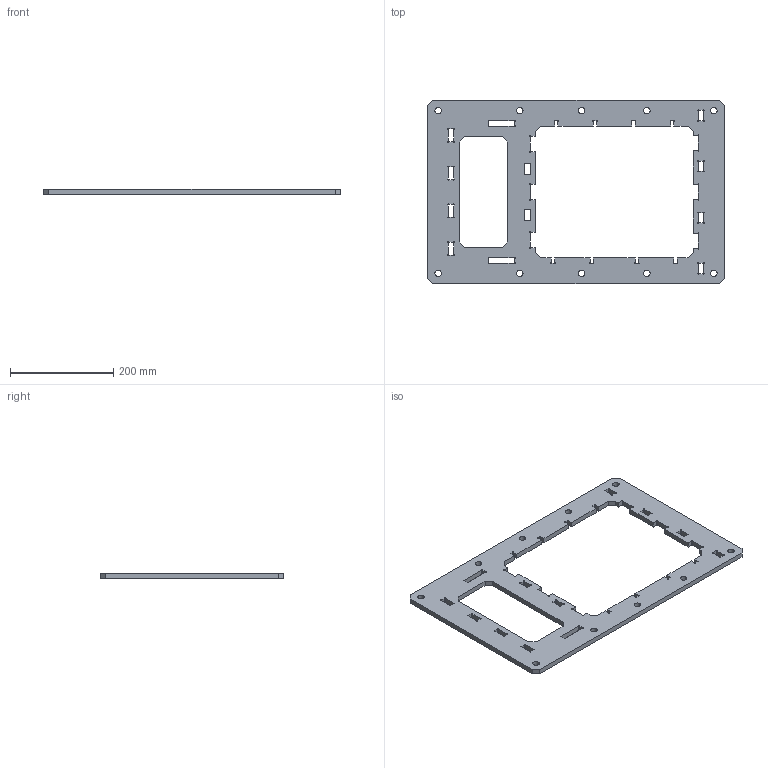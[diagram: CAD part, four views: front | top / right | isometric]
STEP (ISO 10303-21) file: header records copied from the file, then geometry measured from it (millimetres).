
FILE_DESCRIPTION (( 'STEP AP203' ), '1' );
FILE_NAME ('SHRPRO-V1 1110.01-A Top plate box.step', '2019-12-23T20:11:18', ( '' ), ( '' ), 'SwSTEP 2.0', 'SolidWorks 2018', '' );
FILE_SCHEMA (( 'CONFIG_CONTROL_DESIGN' ));
Length unit declared in the file: millimetre
Products named in the file (1): SHRPRO-V1 1110.01-A Top plate box
Bounding box: 575 x 356 x 10 mm (x, y, z)
Volume: 992872 mm3; surface area: 251589.9 mm2
Topology: 1 solids, 1 shells, 264 faces, 786 edges, 524 vertices
Faces by surface type: cylinder 134, plane 130
Entity records: 9045 total; most frequent: CARTESIAN_POINT 1641, ORIENTED_EDGE 1572, DIRECTION 1518, EDGE_CURVE 786, AXIS2_PLACEMENT_3D 533, VERTEX_POINT 524, VECTOR 452, LINE 452
